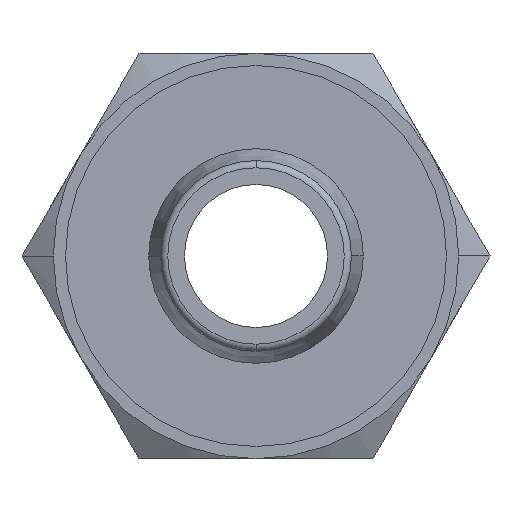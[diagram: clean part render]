
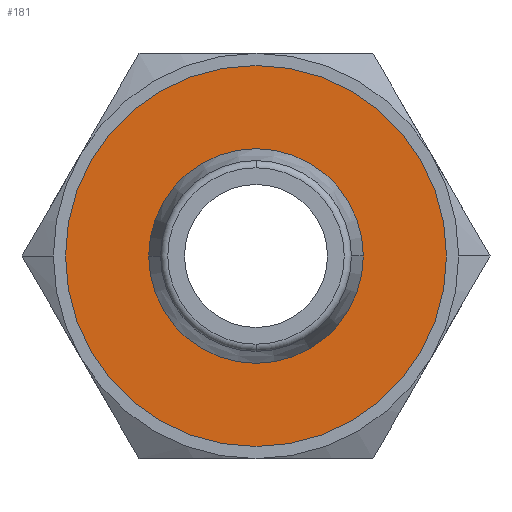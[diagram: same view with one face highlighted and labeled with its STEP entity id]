
A CAD part, front view. The second image highlights one B-rep face of the part: STEP entity #181.
In plain terms, the highlighted planar face has unit normal (0, -1, 0).
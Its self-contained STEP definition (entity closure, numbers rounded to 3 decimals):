
#181=ADVANCED_FACE('',(#414,#415),#416,.T.);
#414=FACE_OUTER_BOUND('',#699,.T.);
#415=FACE_BOUND('',#700,.T.);
#416=PLANE('',#701);
#699=EDGE_LOOP('',(#1141,#1142));
#700=EDGE_LOOP('',(#1143,#1144));
#701=AXIS2_PLACEMENT_3D('',#1145,#1146,#1147);
#1141=ORIENTED_EDGE('',*,*,#1764,.T.);
#1142=ORIENTED_EDGE('',*,*,#1765,.T.);
#1143=ORIENTED_EDGE('',*,*,#1766,.F.);
#1144=ORIENTED_EDGE('',*,*,#1767,.F.);
#1145=CARTESIAN_POINT('',(0.0,14.0,0.0));
#1146=DIRECTION('',(0.0,-1.0,0.0));
#1147=DIRECTION('',(-1.0,0.0,0.0));
#1764=EDGE_CURVE('',#2134,#2135,#2136,.T.);
#1765=EDGE_CURVE('',#2135,#2134,#2137,.T.);
#1766=EDGE_CURVE('',#2138,#2139,#2140,.T.);
#1767=EDGE_CURVE('',#2139,#2138,#2141,.T.);
#2134=VERTEX_POINT('',#2703);
#2135=VERTEX_POINT('',#2704);
#2136=CIRCLE('',#2705,7.99);
#2137=CIRCLE('',#2706,7.99);
#2138=VERTEX_POINT('',#2707);
#2139=VERTEX_POINT('',#2708);
#2140=CIRCLE('',#2709,4.5);
#2141=CIRCLE('',#2710,4.5);
#2703=CARTESIAN_POINT('',(7.99,14.0,0.0));
#2704=CARTESIAN_POINT('',(-7.99,14.0,0.));
#2705=AXIS2_PLACEMENT_3D('',#3209,#3210,#3211);
#2706=AXIS2_PLACEMENT_3D('',#3212,#3213,#3214);
#2707=CARTESIAN_POINT('',(-4.5,14.0,0.));
#2708=CARTESIAN_POINT('',(4.5,14.0,0.));
#2709=AXIS2_PLACEMENT_3D('',#3215,#3216,#3217);
#2710=AXIS2_PLACEMENT_3D('',#3218,#3219,#3220);
#3209=CARTESIAN_POINT('',(0.0,14.0,0.0));
#3210=DIRECTION('',(0.0,-1.0,0.0));
#3211=DIRECTION('',(1.0,0.0,0.0));
#3212=CARTESIAN_POINT('',(0.0,14.0,0.0));
#3213=DIRECTION('',(0.0,-1.0,0.0));
#3214=DIRECTION('',(1.0,0.0,0.0));
#3215=CARTESIAN_POINT('',(0.0,14.0,0.0));
#3216=DIRECTION('',(0.0,-1.0,0.0));
#3217=DIRECTION('',(1.0,0.0,0.0));
#3218=CARTESIAN_POINT('',(0.0,14.0,0.0));
#3219=DIRECTION('',(0.0,-1.0,0.0));
#3220=DIRECTION('',(1.0,0.0,0.0));
